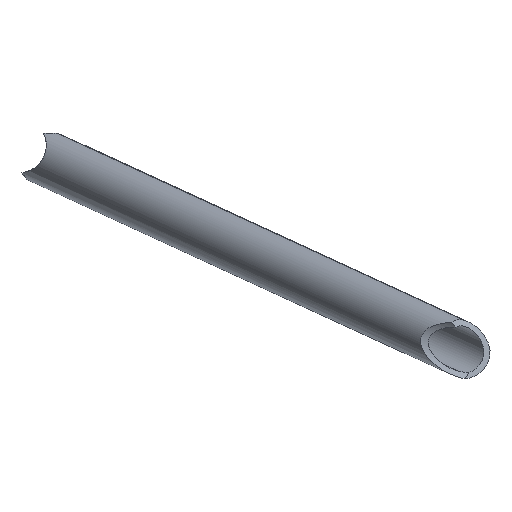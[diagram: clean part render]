
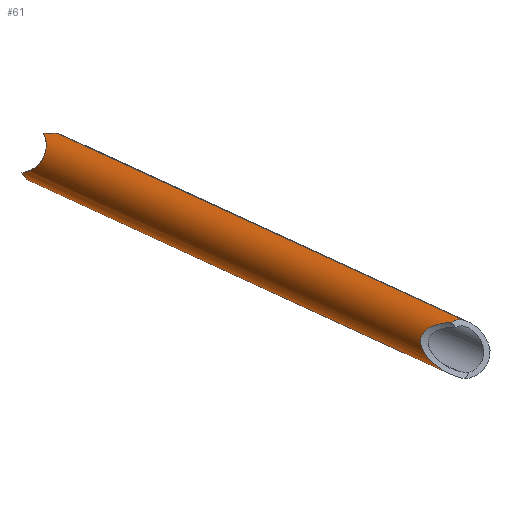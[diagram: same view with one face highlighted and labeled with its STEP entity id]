
A CAD part, front view. The second image highlights one B-rep face of the part: STEP entity #61.
In plain terms, the highlighted cylindrical face has radius 7.5 mm (diameter 15 mm), a partial arc.
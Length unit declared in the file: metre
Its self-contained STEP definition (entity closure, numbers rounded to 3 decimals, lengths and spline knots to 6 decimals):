
#61=ADVANCED_FACE('0:126',(#118),#119,.T.);
#118=FACE_OUTER_BOUND('',#219,.T.);
#119=CYLINDRICAL_SURFACE('',#220,0.0075);
#219=EDGE_LOOP('',(#337,#338,#339,#340,#341,#342,#343,#344,#345,#346));
#220=AXIS2_PLACEMENT_3D('',#347,#348,#349);
#337=ORIENTED_EDGE('',*,*,#381,.T.);
#338=ORIENTED_EDGE('',*,*,#403,.F.);
#339=ORIENTED_EDGE('',*,*,#393,.T.);
#340=ORIENTED_EDGE('',*,*,#417,.F.);
#341=ORIENTED_EDGE('',*,*,#416,.F.);
#342=ORIENTED_EDGE('',*,*,#397,.T.);
#343=ORIENTED_EDGE('',*,*,#414,.F.);
#344=ORIENTED_EDGE('',*,*,#384,.T.);
#345=ORIENTED_EDGE('',*,*,#425,.T.);
#346=ORIENTED_EDGE('',*,*,#420,.T.);
#347=CARTESIAN_POINT('',(-1.545667,-0.233487,0.256222));
#348=DIRECTION('',(0.585,-0.765,-0.269));
#349=DIRECTION('',(0.269,-0.13,0.954));
#381=EDGE_CURVE('',#448,#449,#450,.T.);
#384=EDGE_CURVE('',#455,#453,#456,.T.);
#393=EDGE_CURVE('0:198',#471,#469,#472,.T.);
#397=EDGE_CURVE('0:180',#478,#475,#479,.T.);
#403=EDGE_CURVE('0:144',#471,#449,#486,.T.);
#414=EDGE_CURVE('',#455,#475,#500,.T.);
#416=EDGE_CURVE('0:192',#478,#502,#503,.T.);
#417=EDGE_CURVE('0:195',#502,#469,#504,.T.);
#420=EDGE_CURVE('0:204',#507,#448,#508,.F.);
#425=EDGE_CURVE('',#453,#507,#514,.T.);
#448=VERTEX_POINT('',#694);
#449=VERTEX_POINT('',#695);
#450=LINE('',#696,#697);
#453=VERTEX_POINT('',#728);
#455=VERTEX_POINT('',#750);
#456=LINE('',#751,#752);
#469=VERTEX_POINT('',#765);
#471=VERTEX_POINT('',#768);
#472=ELLIPSE('',#769,0.02188,0.0075);
#475=VERTEX_POINT('',#772);
#478=VERTEX_POINT('',#776);
#479=ELLIPSE('',#777,0.013243,0.0075);
#486=ELLIPSE('',#784,0.016361,0.0075);
#500=ELLIPSE('',#847,0.013243,0.0075);
#502=VERTEX_POINT('',#849);
#503=ELLIPSE('',#850,0.02188,0.0075);
#504=ELLIPSE('',#851,0.02188,0.0075);
#507=VERTEX_POINT('',#854);
#508=B_SPLINE_CURVE_WITH_KNOTS('',5,(#855,#856,#857,#858,#859,#860,#861,#862,#863,#864,#865,#866,#867,#868,#869,#870,#871,#872,#873,#874,#875,#876,#877,#878,#879,#880,#881,#882,#883),.UNSPECIFIED.,.F.,.F.,(6,3,5,3,3,3,3,3,6),(-41.453842,-33.965641,-26.006345,-19.284991,-15.016899,-9.064012,-6.692565,-3.759761,-0.0),.UNSPECIFIED.);
#514=B_SPLINE_CURVE_WITH_KNOTS('',3,(#914,#915,#916,#917,#918,#919,#920,#921,#922,#923,#924,#925,#926,#927,#928,#929,#930,#931,#932,#933,#934),.UNSPECIFIED.,.F.,.F.,(4,2,2,2,2,2,2,2,2,1,4),(0.0,5.740356,11.480713,17.221069,21.526337,24.695165,27.354503,30.131302,33.833701,37.536099,41.238498),.UNSPECIFIED.);
#694=CARTESIAN_POINT('',(-1.450485,-0.356265,0.220539));
#695=CARTESIAN_POINT('',(-1.560769,-0.212076,0.271253));
#696=CARTESIAN_POINT('',(-1.543649,-0.234461,0.26338));
#697=VECTOR('',#971,1.0);
#728=CARTESIAN_POINT('',(-1.451843,-0.357819,0.204992));
#750=CARTESIAN_POINT('',(-1.568046,-0.205891,0.258428));
#751=CARTESIAN_POINT('',(-1.547685,-0.232513,0.249065));
#752=VECTOR('',#972,1.0);
#765=CARTESIAN_POINT('',(-1.563779,-0.218675,0.268));
#768=CARTESIAN_POINT('',(-1.5645,-0.213205,0.271209));
#769=AXIS2_PLACEMENT_3D('',#992,#993,#994);
#772=CARTESIAN_POINT('',(-1.569798,-0.210216,0.259706));
#776=CARTESIAN_POINT('',(-1.570368,-0.210791,0.260555));
#777=AXIS2_PLACEMENT_3D('',#999,#1000,#1001);
#784=AXIS2_PLACEMENT_3D('',#1011,#1012,#1013);
#847=AXIS2_PLACEMENT_3D('',#1029,#1030,#1031);
#849=CARTESIAN_POINT('',(-1.565237,-0.220132,0.263557));
#850=AXIS2_PLACEMENT_3D('',#1032,#1033,#1034);
#851=AXIS2_PLACEMENT_3D('',#1035,#1036,#1037);
#854=CARTESIAN_POINT('',(-1.453653,-0.358841,0.219894));
#855=CARTESIAN_POINT('',(-1.449966,-0.357994,0.204573));
#856=CARTESIAN_POINT('',(-1.449108,-0.357333,0.20463));
#857=CARTESIAN_POINT('',(-1.448206,-0.356754,0.204865));
#858=CARTESIAN_POINT('',(-1.447306,-0.356296,0.20527));
#859=CARTESIAN_POINT('',(-1.445576,-0.355593,0.206383));
#860=CARTESIAN_POINT('',(-1.444262,-0.355283,0.207963));
#861=CARTESIAN_POINT('',(-1.443741,-0.355199,0.208871));
#862=CARTESIAN_POINT('',(-1.443421,-0.355146,0.209835));
#863=CARTESIAN_POINT('',(-1.443289,-0.355106,0.210809));
#864=CARTESIAN_POINT('',(-1.443178,-0.355072,0.211631));
#865=CARTESIAN_POINT('',(-1.443198,-0.355046,0.21248));
#866=CARTESIAN_POINT('',(-1.443358,-0.355017,0.213326));
#867=CARTESIAN_POINT('',(-1.443802,-0.354971,0.214664));
#868=CARTESIAN_POINT('',(-1.444499,-0.35495,0.215909));
#869=CARTESIAN_POINT('',(-1.444803,-0.354947,0.216377));
#870=CARTESIAN_POINT('',(-1.445605,-0.354963,0.217454));
#871=CARTESIAN_POINT('',(-1.44657,-0.355052,0.21842));
#872=CARTESIAN_POINT('',(-1.447182,-0.355139,0.21894));
#873=CARTESIAN_POINT('',(-1.448107,-0.355331,0.219591));
#874=CARTESIAN_POINT('',(-1.449107,-0.355661,0.220085));
#875=CARTESIAN_POINT('',(-1.449397,-0.355767,0.220211));
#876=CARTESIAN_POINT('',(-1.450054,-0.356036,0.220455));
#877=CARTESIAN_POINT('',(-1.45072,-0.356377,0.220603));
#878=CARTESIAN_POINT('',(-1.451086,-0.356588,0.220651));
#879=CARTESIAN_POINT('',(-1.451901,-0.357118,0.220674));
#880=CARTESIAN_POINT('',(-1.452639,-0.357737,0.220503));
#881=CARTESIAN_POINT('',(-1.453016,-0.358102,0.220346));
#882=CARTESIAN_POINT('',(-1.453354,-0.358472,0.22014));
#883=CARTESIAN_POINT('',(-1.453653,-0.358841,0.219894));
#914=CARTESIAN_POINT('',(-1.449966,-0.357994,0.204573));
#915=CARTESIAN_POINT('',(-1.451324,-0.357926,0.204765));
#916=CARTESIAN_POINT('',(-1.452628,-0.357728,0.205197));
#917=CARTESIAN_POINT('',(-1.455074,-0.357214,0.206297));
#918=CARTESIAN_POINT('',(-1.456225,-0.3569,0.206971));
#919=CARTESIAN_POINT('',(-1.458359,-0.356257,0.208522));
#920=CARTESIAN_POINT('',(-1.459348,-0.355924,0.209402));
#921=CARTESIAN_POINT('',(-1.460816,-0.355428,0.211162));
#922=CARTESIAN_POINT('',(-1.461364,-0.355241,0.211994));
#923=CARTESIAN_POINT('',(-1.461979,-0.355062,0.213557));
#924=CARTESIAN_POINT('',(-1.462129,-0.355035,0.214257));
#925=CARTESIAN_POINT('',(-1.462079,-0.355129,0.215521));
#926=CARTESIAN_POINT('',(-1.461929,-0.355229,0.216078));
#927=CARTESIAN_POINT('',(-1.461387,-0.355531,0.217096));
#928=CARTESIAN_POINT('',(-1.460988,-0.355735,0.217548));
#929=CARTESIAN_POINT('',(-1.459913,-0.356262,0.218422));
#930=CARTESIAN_POINT('',(-1.459195,-0.356597,0.218789));
#931=CARTESIAN_POINT('',(-1.457694,-0.357264,0.219347));
#932=CARTESIAN_POINT('',(-1.456121,-0.357934,0.219731));
#933=CARTESIAN_POINT('',(-1.454483,-0.358554,0.219872));
#934=CARTESIAN_POINT('',(-1.453653,-0.358841,0.219894));
#971=DIRECTION('',(-0.585,0.765,0.269));
#972=DIRECTION('',(0.585,-0.765,-0.269));
#992=CARTESIAN_POINT('',(-1.571279,-0.2,0.268));
#993=DIRECTION('',(0.854,0.343,-0.392));
#994=DIRECTION('',(-0.311,0.939,0.143));
#999=CARTESIAN_POINT('',(-1.571279,-0.2,0.268));
#1000=DIRECTION('',(0.873,-0.225,0.433));
#1001=DIRECTION('',(0.11,-0.773,-0.624));
#1011=CARTESIAN_POINT('',(-1.571279,-0.2,0.268));
#1012=DIRECTION('',(-0.072,0.2,0.977));
#1013=DIRECTION('',(0.621,-0.757,0.201));
#1029=CARTESIAN_POINT('',(-1.571279,-0.2,0.268));
#1030=DIRECTION('',(-0.873,0.225,-0.433));
#1031=DIRECTION('',(-0.11,0.773,0.624));
#1032=CARTESIAN_POINT('',(-1.571279,-0.2,0.268));
#1033=DIRECTION('',(-0.854,-0.343,0.392));
#1034=DIRECTION('',(0.311,-0.939,-0.143));
#1035=CARTESIAN_POINT('',(-1.571279,-0.2,0.268));
#1036=DIRECTION('',(-0.854,-0.343,0.392));
#1037=DIRECTION('',(0.311,-0.939,-0.143));
